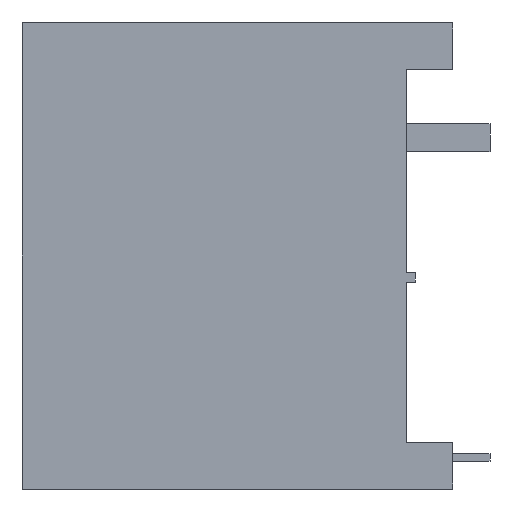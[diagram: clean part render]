
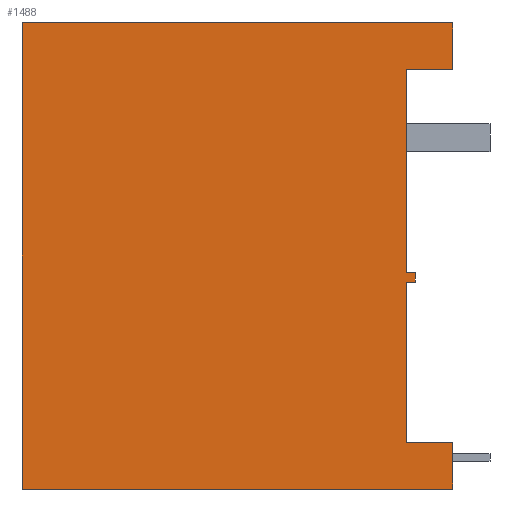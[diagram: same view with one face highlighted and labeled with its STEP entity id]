
A CAD part, left-side view. The second image highlights one B-rep face of the part: STEP entity #1488.
In plain terms, the highlighted planar face has unit normal (-1, 0, 0).
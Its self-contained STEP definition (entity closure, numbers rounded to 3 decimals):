
#2 = VERTEX_POINT ( 'NONE', #192 ) ;
#6 = VERTEX_POINT ( 'NONE', #224 ) ;
#56 = VERTEX_POINT ( 'NONE', #710 ) ;
#90 = ORIENTED_EDGE ( 'NONE', *, *, #1349, .T. ) ;
#117 = EDGE_CURVE ( 'NONE', #6, #2, #1302, .T. ) ;
#121 = EDGE_CURVE ( 'NONE', #1620, #1469, #1322, .T. ) ;
#141 = VERTEX_POINT ( 'NONE', #1429 ) ;
#142 = EDGE_CURVE ( 'NONE', #1627, #1556, #1430, .T. ) ;
#192 = CARTESIAN_POINT ( 'NONE',  ( -25., 5., -20. ) ) ;
#203 = CARTESIAN_POINT ( 'NONE',  ( -25., 5., 20. ) ) ;
#222 = CARTESIAN_POINT ( 'NONE',  ( -25., 46.2, 25. ) ) ;
#224 = CARTESIAN_POINT ( 'NONE',  ( -25., 5., -2.8 ) ) ;
#225 = LINE ( 'NONE', #226, #227 ) ;
#226 = CARTESIAN_POINT ( 'NONE',  ( -25., 5., 20. ) ) ;
#227 = VECTOR ( 'NONE', #228, 1000. ) ;
#228 = DIRECTION ( 'NONE',  ( 0., 0., -1. ) ) ;
#230 = LINE ( 'NONE', #231, #232 ) ;
#231 = CARTESIAN_POINT ( 'NONE',  ( -25., 5., -20. ) ) ;
#232 = VECTOR ( 'NONE', #233, 1000. ) ;
#233 = DIRECTION ( 'NONE',  ( 0., -1., 0. ) ) ;
#348 = LINE ( 'NONE', #349, #350 ) ;
#349 = CARTESIAN_POINT ( 'NONE',  ( -25., 4., -1.8 ) ) ;
#350 = VECTOR ( 'NONE', #351, 1000. ) ;
#351 = DIRECTION ( 'NONE',  ( 0., 0., -1. ) ) ;
#467 = LINE ( 'NONE', #468, #469 ) ;
#468 = CARTESIAN_POINT ( 'NONE',  ( -25., 46.2, -25. ) ) ;
#469 = VECTOR ( 'NONE', #470, 1000. ) ;
#470 = DIRECTION ( 'NONE',  ( 0., 0., 1. ) ) ;
#657 = ORIENTED_EDGE ( 'NONE', *, *, #1615, .T. ) ;
#675 = EDGE_CURVE ( 'NONE', #1627, #1475, #225, .T. ) ;
#676 = EDGE_CURVE ( 'NONE', #2, #1245, #230, .T. ) ;
#709 = CARTESIAN_POINT ( 'NONE',  ( -25., 0., -20. ) ) ;
#710 = CARTESIAN_POINT ( 'NONE',  ( -25., 4., -2.8 ) ) ;
#792 = EDGE_CURVE ( 'NONE', #1595, #56, #348, .T. ) ;
#801 = LINE ( 'NONE', #802, #803 ) ;
#802 = CARTESIAN_POINT ( 'NONE',  ( -25., 0., -25. ) ) ;
#803 = VECTOR ( 'NONE', #804, 1000. ) ;
#804 = DIRECTION ( 'NONE',  ( 0., 0., 1. ) ) ;
#875 = CARTESIAN_POINT ( 'NONE',  ( -25., 4., -1.8 ) ) ;
#915 = CARTESIAN_POINT ( 'NONE',  ( -25., 0., -25. ) ) ;
#929 = EDGE_CURVE ( 'NONE', #1620, #1631, #467, .T. ) ;
#935 = CARTESIAN_POINT ( 'NONE',  ( -25., 5., -1.8 ) ) ;
#1010 = LINE ( 'NONE', #1011, #1012 ) ;
#1011 = CARTESIAN_POINT ( 'NONE',  ( -25., 0., -25. ) ) ;
#1012 = VECTOR ( 'NONE', #1013, 1000. ) ;
#1013 = DIRECTION ( 'NONE',  ( 0., 0., 1. ) ) ;
#1038 = CARTESIAN_POINT ( 'NONE',  ( -25., 46.2, -25. ) ) ;
#1039 = FACE_OUTER_BOUND ( 'NONE', #1366, .T. ) ;
#1040 = PLANE ( 'NONE',  #1041 ) ;
#1041 = AXIS2_PLACEMENT_3D ( 'NONE', #1042, #1043, #1045 ) ;
#1042 = CARTESIAN_POINT ( 'NONE',  ( -25., 46.2, -25. ) ) ;
#1043 = DIRECTION ( 'NONE',  ( 1., 0., 0. ) ) ;
#1045 = DIRECTION ( 'NONE',  ( 0., 0., -1. ) ) ;
#1103 = LINE ( 'NONE', #1104, #1105 ) ;
#1104 = CARTESIAN_POINT ( 'NONE',  ( -25., 4., -2.8 ) ) ;
#1105 = VECTOR ( 'NONE', #1106, 1000. ) ;
#1106 = DIRECTION ( 'NONE',  ( 0., 1., 0. ) ) ;
#1116 = ORIENTED_EDGE ( 'NONE', *, *, #792, .F. ) ;
#1146 = LINE ( 'NONE', #1147, #1148 ) ;
#1147 = CARTESIAN_POINT ( 'NONE',  ( -25., 4., -1.8 ) ) ;
#1148 = VECTOR ( 'NONE', #1149, 1000. ) ;
#1149 = DIRECTION ( 'NONE',  ( 0., 1., 0. ) ) ;
#1245 = VERTEX_POINT ( 'NONE', #709 ) ;
#1302 = LINE ( 'NONE', #1303, #1304 ) ;
#1303 = CARTESIAN_POINT ( 'NONE',  ( -25., 5., 20. ) ) ;
#1304 = VECTOR ( 'NONE', #1305, 1000. ) ;
#1305 = DIRECTION ( 'NONE',  ( 0., 0., -1. ) ) ;
#1322 = LINE ( 'NONE', #1323, #1324 ) ;
#1323 = CARTESIAN_POINT ( 'NONE',  ( -25., 46.2, -25. ) ) ;
#1324 = VECTOR ( 'NONE', #1325, 1000. ) ;
#1325 = DIRECTION ( 'NONE',  ( 0., -1., 0. ) ) ;
#1326 = CARTESIAN_POINT ( 'NONE',  ( -25., 0., 20. ) ) ;
#1349 = EDGE_CURVE ( 'NONE', #1469, #1245, #801, .T. ) ;
#1366 = EDGE_LOOP ( 'NONE', ( #1625, #1604, #657, #1447, #1680, #1536, #90, #1545, #1673, #1633, #1116, #1667 ) ) ;
#1394 = LINE ( 'NONE', #1395, #1396 ) ;
#1395 = CARTESIAN_POINT ( 'NONE',  ( -25., 46.2, 25. ) ) ;
#1396 = VECTOR ( 'NONE', #1397, 1000. ) ;
#1397 = DIRECTION ( 'NONE',  ( 0., -1., 0. ) ) ;
#1429 = CARTESIAN_POINT ( 'NONE',  ( -25., 0., 25. ) ) ;
#1430 = LINE ( 'NONE', #1431, #1432 ) ;
#1431 = CARTESIAN_POINT ( 'NONE',  ( -25., 5., 20. ) ) ;
#1432 = VECTOR ( 'NONE', #1433, 1000. ) ;
#1433 = DIRECTION ( 'NONE',  ( 0., -1., 0. ) ) ;
#1447 = ORIENTED_EDGE ( 'NONE', *, *, #1572, .F. ) ;
#1469 = VERTEX_POINT ( 'NONE', #915 ) ;
#1475 = VERTEX_POINT ( 'NONE', #935 ) ;
#1488 = ADVANCED_FACE ( 'NONE', ( #1039 ), #1040, .F. ) ;
#1522 = EDGE_CURVE ( 'NONE', #1595, #1475, #1146, .T. ) ;
#1536 = ORIENTED_EDGE ( 'NONE', *, *, #121, .T. ) ;
#1545 = ORIENTED_EDGE ( 'NONE', *, *, #676, .F. ) ;
#1556 = VERTEX_POINT ( 'NONE', #1326 ) ;
#1572 = EDGE_CURVE ( 'NONE', #1631, #141, #1394, .T. ) ;
#1595 = VERTEX_POINT ( 'NONE', #875 ) ;
#1604 = ORIENTED_EDGE ( 'NONE', *, *, #142, .T. ) ;
#1615 = EDGE_CURVE ( 'NONE', #1556, #141, #1010, .T. ) ;
#1620 = VERTEX_POINT ( 'NONE', #1038 ) ;
#1625 = ORIENTED_EDGE ( 'NONE', *, *, #675, .F. ) ;
#1627 = VERTEX_POINT ( 'NONE', #203 ) ;
#1631 = VERTEX_POINT ( 'NONE', #222 ) ;
#1633 = ORIENTED_EDGE ( 'NONE', *, *, #1703, .F. ) ;
#1667 = ORIENTED_EDGE ( 'NONE', *, *, #1522, .T. ) ;
#1673 = ORIENTED_EDGE ( 'NONE', *, *, #117, .F. ) ;
#1680 = ORIENTED_EDGE ( 'NONE', *, *, #929, .F. ) ;
#1703 = EDGE_CURVE ( 'NONE', #56, #6, #1103, .T. ) ;
